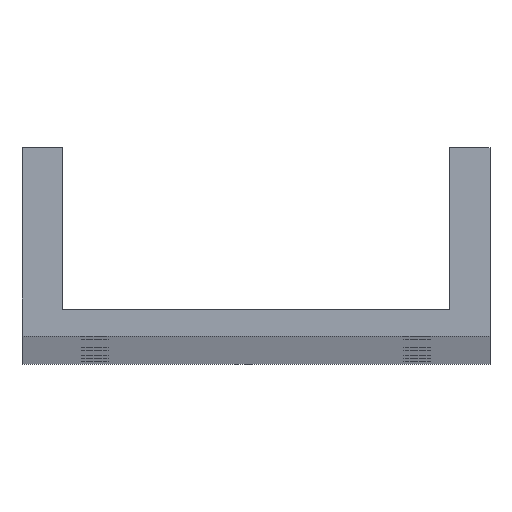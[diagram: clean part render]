
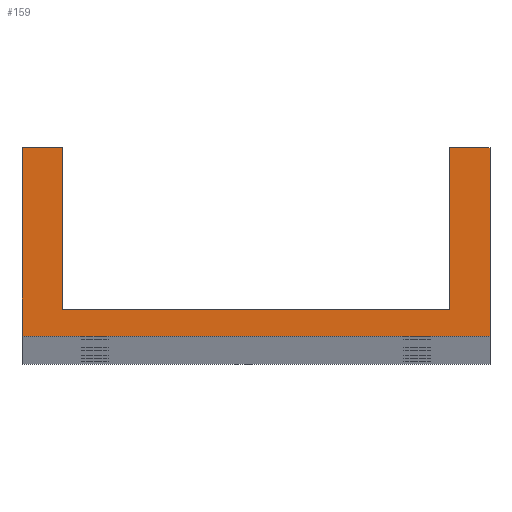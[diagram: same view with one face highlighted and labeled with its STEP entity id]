
A CAD part, top view. The second image highlights one B-rep face of the part: STEP entity #159.
In plain terms, the highlighted planar face has unit normal (0, 0, 1).
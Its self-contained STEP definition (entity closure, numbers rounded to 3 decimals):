
#159=ADVANCED_FACE('',(#437),#438,.T.);
#437=FACE_OUTER_BOUND('',#743,.T.);
#438=PLANE('',#744);
#743=EDGE_LOOP('',(#1614,#1615,#1616,#1617,#1618,#1619,#1620,#1621));
#744=AXIS2_PLACEMENT_3D('',#1622,#1623,#1624);
#1614=ORIENTED_EDGE('',*,*,#1986,.T.);
#1615=ORIENTED_EDGE('',*,*,#1983,.T.);
#1616=ORIENTED_EDGE('',*,*,#1979,.T.);
#1617=ORIENTED_EDGE('',*,*,#1989,.T.);
#1618=ORIENTED_EDGE('',*,*,#1990,.T.);
#1619=ORIENTED_EDGE('',*,*,#1991,.T.);
#1620=ORIENTED_EDGE('',*,*,#1992,.T.);
#1621=ORIENTED_EDGE('',*,*,#1993,.T.);
#1622=CARTESIAN_POINT('',(0.0,35.0,6000.0));
#1623=DIRECTION('',(0.0,0.0,1.0));
#1624=DIRECTION('',(1.0,0.0,0.0));
#1979=EDGE_CURVE('',#2443,#2444,#2445,.T.);
#1983=EDGE_CURVE('',#2451,#2443,#2452,.T.);
#1986=EDGE_CURVE('',#2456,#2451,#2457,.T.);
#1989=EDGE_CURVE('',#2444,#2461,#2462,.T.);
#1990=EDGE_CURVE('',#2461,#2463,#2464,.T.);
#1991=EDGE_CURVE('',#2463,#2465,#2466,.T.);
#1992=EDGE_CURVE('',#2465,#2467,#2468,.T.);
#1993=EDGE_CURVE('',#2467,#2456,#2469,.T.);
#2443=VERTEX_POINT('',#3011);
#2444=VERTEX_POINT('',#3012);
#2445=LINE('',#3013,#3014);
#2451=VERTEX_POINT('',#3023);
#2452=LINE('',#3024,#3025);
#2456=VERTEX_POINT('',#3031);
#2457=LINE('',#3032,#3033);
#2461=VERTEX_POINT('',#3039);
#2462=LINE('',#3040,#3041);
#2463=VERTEX_POINT('',#3042);
#2464=LINE('',#3043,#3044);
#2465=VERTEX_POINT('',#3045);
#2466=LINE('',#3046,#3047);
#2467=VERTEX_POINT('',#3048);
#2468=LINE('',#3049,#3050);
#2469=LINE('',#3051,#3052);
#3011=CARTESIAN_POINT('',(-72.0,10.0,6000.0));
#3012=CARTESIAN_POINT('',(-72.0,70.0,6000.0));
#3013=CARTESIAN_POINT('',(-72.0,40.0,6000.0));
#3014=VECTOR('',#3691,1.0);
#3023=CARTESIAN_POINT('',(72.0,10.0,6000.0));
#3024=CARTESIAN_POINT('',(0.0,10.0,6000.0));
#3025=VECTOR('',#3695,1.0);
#3031=CARTESIAN_POINT('',(72.0,70.0,6000.0));
#3032=CARTESIAN_POINT('',(72.0,40.0,6000.0));
#3033=VECTOR('',#3698,1.0);
#3039=CARTESIAN_POINT('',(-87.0,70.0,6000.0));
#3040=CARTESIAN_POINT('',(0.0,70.0,6000.0));
#3041=VECTOR('',#3701,1.0);
#3042=CARTESIAN_POINT('',(-87.0,0.0,6000.0));
#3043=CARTESIAN_POINT('',(-87.0,35.0,6000.0));
#3044=VECTOR('',#3702,1.0);
#3045=CARTESIAN_POINT('',(87.0,0.0,6000.0));
#3046=CARTESIAN_POINT('',(0.0,0.0,6000.0));
#3047=VECTOR('',#3703,1.0);
#3048=CARTESIAN_POINT('',(87.0,70.0,6000.0));
#3049=CARTESIAN_POINT('',(87.0,35.0,6000.0));
#3050=VECTOR('',#3704,1.0);
#3051=CARTESIAN_POINT('',(0.0,70.0,6000.0));
#3052=VECTOR('',#3705,1.0);
#3691=DIRECTION('',(0.0,1.0,0.0));
#3695=DIRECTION('',(-1.0,0.0,0.0));
#3698=DIRECTION('',(0.0,-1.0,0.0));
#3701=DIRECTION('',(-1.0,0.0,0.0));
#3702=DIRECTION('',(0.0,-1.0,0.0));
#3703=DIRECTION('',(1.0,0.0,0.0));
#3704=DIRECTION('',(0.0,1.0,0.0));
#3705=DIRECTION('',(-1.0,0.0,0.0));
